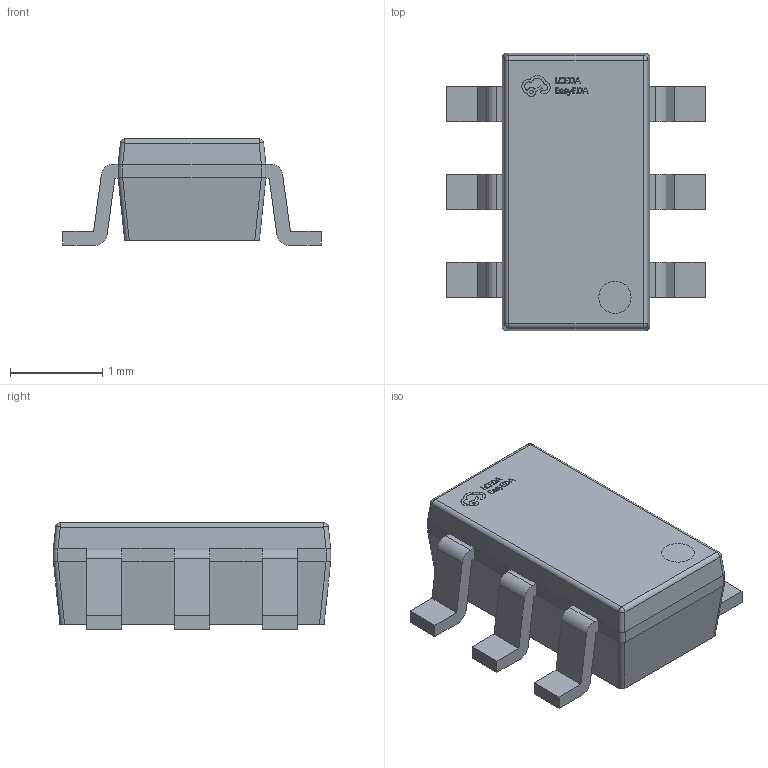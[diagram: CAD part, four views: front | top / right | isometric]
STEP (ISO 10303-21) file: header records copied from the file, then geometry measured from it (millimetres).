
FILE_DESCRIPTION (( 'STEP AP214' ), '1' );
FILE_NAME ('SOT-26_L3.0-W1.6-P0.95-LS2.8-BR.STEP', '2023-07-21T16:52:50', ( '微软用户' ), ( '微软中国' ), 'SwSTEP 2.0', 'SolidWorks 2020', '' );
FILE_SCHEMA (( 'AUTOMOTIVE_DESIGN' ));
Length unit declared in the file: millimetre
Products named in the file (1): SOT-26_L3.0-W1.6-P0.95-LS2.8-BR
Bounding box: 2.8 x 3 x 1.15 mm (x, y, z)
Volume: 5.4 mm3; surface area: 26 mm2
Topology: 1 solids, 1 shells, 333 faces, 921 edges, 610 vertices
Faces by surface type: plane 201, bspline 98, cylinder 30, sphere 4
Entity records: 14728 total; most frequent: CARTESIAN_POINT 3207, ORIENTED_EDGE 1842, DIRECTION 1221, EDGE_CURVE 921, VECTOR 669, LINE 669, VERTEX_POINT 610, EDGE_LOOP 353
